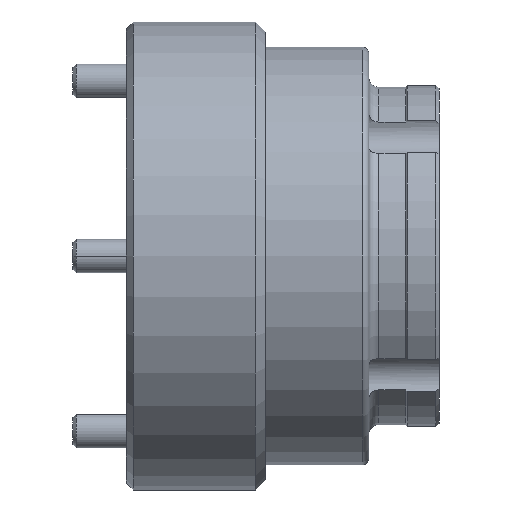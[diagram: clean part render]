
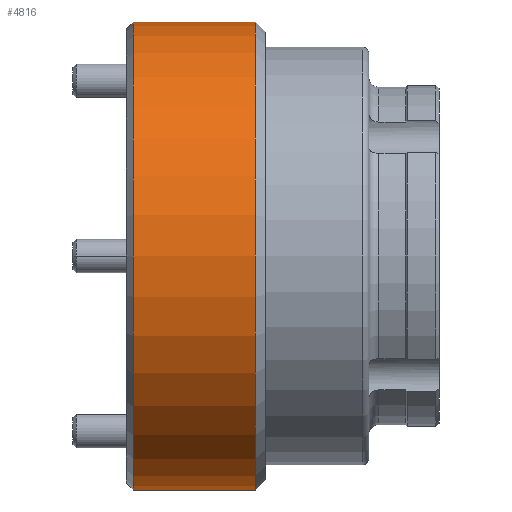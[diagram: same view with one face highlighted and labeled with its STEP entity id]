
A CAD part, front view. The second image highlights one B-rep face of the part: STEP entity #4816.
In plain terms, the highlighted cylindrical face has radius 70 mm (diameter 140 mm), a partial arc.
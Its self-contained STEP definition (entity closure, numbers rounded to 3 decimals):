
#38 = ORIENTED_EDGE ( 'NONE', *, *, #7382, .T. ) ;
#390 = CARTESIAN_POINT ( 'NONE',  ( 2., 0., 70. ) ) ;
#574 = CARTESIAN_POINT ( 'NONE',  ( 38.5, 0., 70. ) ) ;
#612 = EDGE_CURVE ( 'NONE', #2861, #7267, #1638, .T. ) ;
#824 = DIRECTION ( 'NONE',  ( 1., 0., 0. ) ) ;
#1050 = DIRECTION ( 'NONE',  ( -1., 0., 0. ) ) ;
#1079 = ORIENTED_EDGE ( 'NONE', *, *, #612, .F. ) ;
#1472 = CARTESIAN_POINT ( 'NONE',  ( 100.662, 0., 0. ) ) ;
#1571 = CARTESIAN_POINT ( 'NONE',  ( 2., 0., 0. ) ) ;
#1638 = LINE ( 'NONE', #5959, #6185 ) ;
#2013 = AXIS2_PLACEMENT_3D ( 'NONE', #5003, #1050, #5597 ) ;
#2177 = FACE_OUTER_BOUND ( 'NONE', #5971, .T. ) ;
#2580 = CARTESIAN_POINT ( 'NONE',  ( 38.5, 0., -70. ) ) ;
#2687 = DIRECTION ( 'NONE',  ( 1., 0., 0. ) ) ;
#2861 = VERTEX_POINT ( 'NONE', #390 ) ;
#2873 = AXIS2_PLACEMENT_3D ( 'NONE', #1571, #824, #3754 ) ;
#3095 = CYLINDRICAL_SURFACE ( 'NONE', #3618, 70. ) ;
#3164 = VECTOR ( 'NONE', #2687, 1000. ) ;
#3177 = DIRECTION ( 'NONE',  ( 1., 0., 0. ) ) ;
#3223 = VERTEX_POINT ( 'NONE', #2580 ) ;
#3420 = CIRCLE ( 'NONE', #2873, 70. ) ;
#3436 = CIRCLE ( 'NONE', #2013, 70. ) ;
#3618 = AXIS2_PLACEMENT_3D ( 'NONE', #1472, #3177, #7188 ) ;
#3754 = DIRECTION ( 'NONE',  ( 0., 0., 1. ) ) ;
#3839 = EDGE_CURVE ( 'NONE', #2861, #6837, #3420, .T. ) ;
#3844 = ORIENTED_EDGE ( 'NONE', *, *, #4191, .T. ) ;
#4191 = EDGE_CURVE ( 'NONE', #6837, #3223, #4397, .T. ) ;
#4364 = CARTESIAN_POINT ( 'NONE',  ( 2., 0., -70. ) ) ;
#4397 = LINE ( 'NONE', #5515, #3164 ) ;
#4816 = ADVANCED_FACE ( 'NONE', ( #2177 ), #3095, .T. ) ;
#5003 = CARTESIAN_POINT ( 'NONE',  ( 38.5, 0., 0. ) ) ;
#5515 = CARTESIAN_POINT ( 'NONE',  ( 100.662, 0., -70. ) ) ;
#5597 = DIRECTION ( 'NONE',  ( 0., 0., -1. ) ) ;
#5959 = CARTESIAN_POINT ( 'NONE',  ( 100.662, 0., 70. ) ) ;
#5971 = EDGE_LOOP ( 'NONE', ( #1079, #6958, #3844, #38 ) ) ;
#6185 = VECTOR ( 'NONE', #6623, 1000. ) ;
#6623 = DIRECTION ( 'NONE',  ( 1., 0., 0. ) ) ;
#6837 = VERTEX_POINT ( 'NONE', #4364 ) ;
#6958 = ORIENTED_EDGE ( 'NONE', *, *, #3839, .T. ) ;
#7188 = DIRECTION ( 'NONE',  ( 0., 0., -1. ) ) ;
#7267 = VERTEX_POINT ( 'NONE', #574 ) ;
#7382 = EDGE_CURVE ( 'NONE', #3223, #7267, #3436, .T. ) ;
